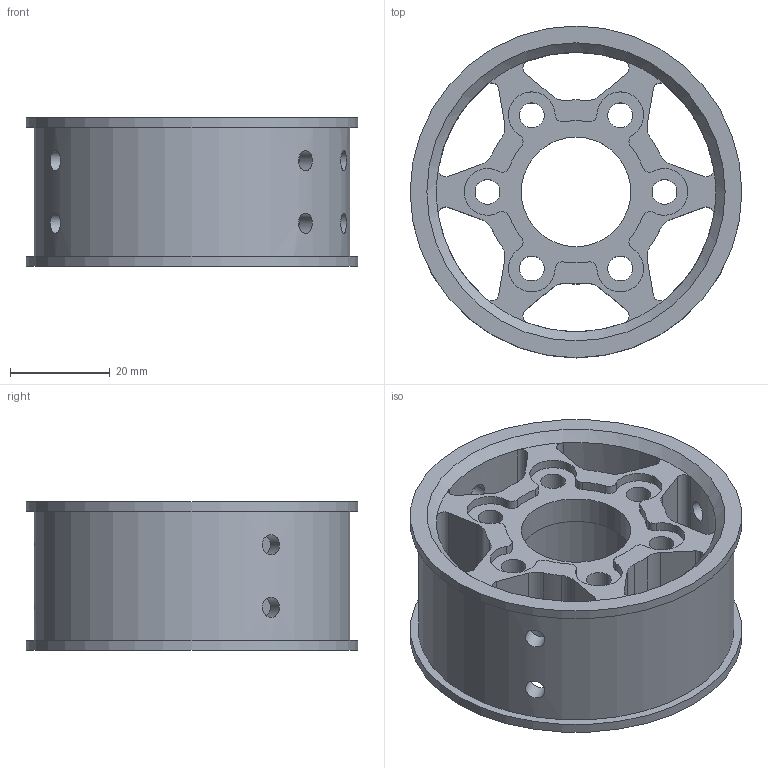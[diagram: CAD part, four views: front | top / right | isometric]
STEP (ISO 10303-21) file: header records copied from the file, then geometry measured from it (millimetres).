
FILE_DESCRIPTION(/* description */ (''),/* implementation_level */ '2;1');
FILE_NAME(/* name */ 'MaxSwerveNewWheel3Inch_revised.stp',/* time_stamp */ '2023-02-02T10:26:43-05:00',/* author */ ('rdogn'),/* organization */ (''),/* preprocessor_version */ 'ST-DEVELOPER v18.1',/* originating_system */ 'Autodesk Inventor 2022',/* authorisation */ '');
FILE_SCHEMA (('AUTOMOTIVE_DESIGN { 1 0 10303 214 3 1 1 }'));
Length unit declared in the file: inch
Products named in the file (1): NewWheel3Inch
Bounding box: 66.67 x 66.67 x 29.84 mm (x, y, z)
Volume: 40463.9 mm3; surface area: 22786.6 mm2
Topology: 1 solids, 1 shells, 96 faces, 303 edges, 203 vertices
Faces by surface type: cylinder 74, plane 20, cone 2
Full cylindrical faces by diameter (mm): 4.039 x8, 5.004 x6, 22.022 x1, 28.6 x1, 56.134 x1, 63.5 x1, 66.675 x2
Entity records: 4059 total; most frequent: CARTESIAN_POINT 1155, DIRECTION 618, ORIENTED_EDGE 606, EDGE_CURVE 303, AXIS2_PLACEMENT_3D 250, VERTEX_POINT 203, CIRCLE 153, EDGE_LOOP 132
